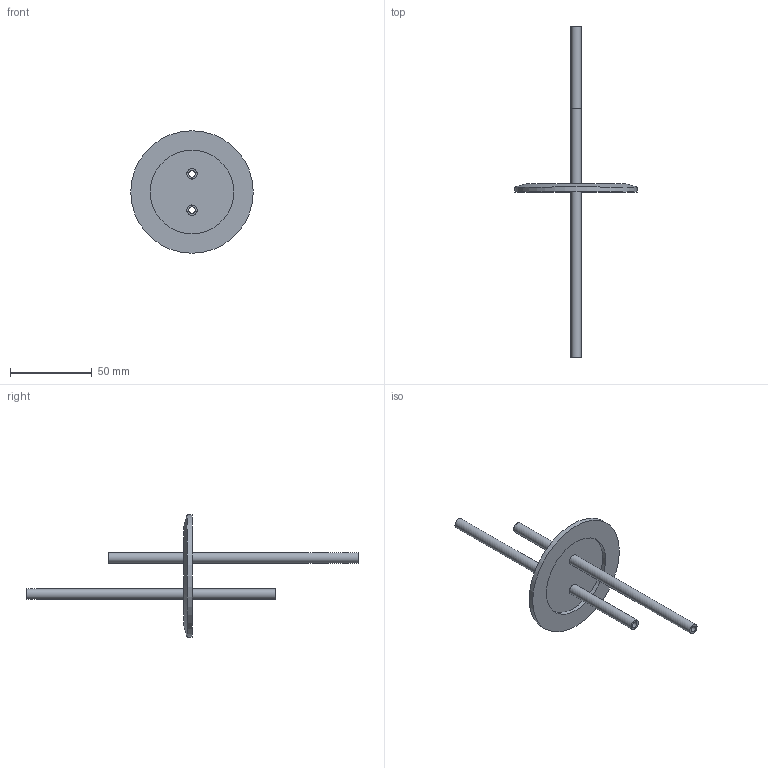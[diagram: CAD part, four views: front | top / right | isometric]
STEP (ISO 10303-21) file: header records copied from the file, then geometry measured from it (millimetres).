
FILE_DESCRIPTION(/* description */ (''),/* implementation_level */ '2;1');
FILE_NAME(/* name */ 'FL-LF2-50KF.stp',/* time_stamp */ '2018-10-04T12:33:11+01:00',/* author */ ('paul'),/* organization */ (''),/* preprocessor_version */ 'ST-DEVELOPER v17.2',/* originating_system */ 'Autodesk Inventor 2019',/* authorisation */ '');
FILE_SCHEMA (('AUTOMOTIVE_DESIGN { 1 0 10303 214 3 1 1 }'));
Length unit declared in the file: millimetre
Products named in the file (3): FL-LF2-50KF; 6.35 tube for tube end version; FL-50KF
Assembly tree (3 placements, depth 2):
  FL-LF2-50KF
    6.35 tube for tube end version  x2
    FL-50KF
Bounding box: 75 x 203.2 x 75 mm (x, y, z)
Volume: 21059.5 mm3; surface area: 19914.1 mm2
Topology: 3 solids, 3 shells, 16 faces, 31 edges, 22 vertices
Faces by surface type: cylinder 8, plane 7, cone 1
Full cylindrical faces by diameter (mm): 3.95 x2, 6.35 x4, 51.2 x1, 75 x1
Entity records: 473 total; most frequent: DIRECTION 79, CARTESIAN_POINT 61, ORIENTED_EDGE 50, AXIS2_PLACEMENT_3D 36, EDGE_CURVE 25, EDGE_LOOP 19, CIRCLE 18, VERTEX_POINT 18
